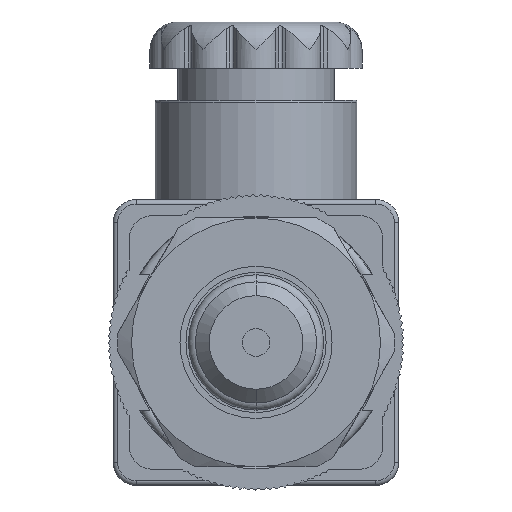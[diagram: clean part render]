
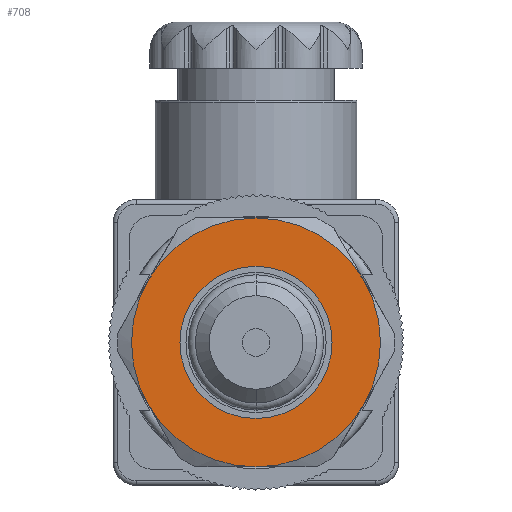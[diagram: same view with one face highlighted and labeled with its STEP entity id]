
A CAD part, front view. The second image highlights one B-rep face of the part: STEP entity #708.
In plain terms, the highlighted planar face has unit normal (0, -1, 0).
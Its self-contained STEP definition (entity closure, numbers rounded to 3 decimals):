
#708 = ADVANCED_FACE ( 'NONE', ( #18996, #2065 ), #14473, .F. ) ;
#1287 = DIRECTION ( 'NONE',  ( 0., 1., 0. ) ) ;
#1297 = VERTEX_POINT ( 'NONE', #4903 ) ;
#2065 = FACE_BOUND ( 'NONE', #4345, .T. ) ;
#2336 = EDGE_CURVE ( 'NONE', #9179, #11121, #20491, .T. ) ;
#4212 = AXIS2_PLACEMENT_3D ( 'NONE', #13774, #5378, #24184 ) ;
#4345 = EDGE_LOOP ( 'NONE', ( #28949, #34536 ) ) ;
#4650 = CARTESIAN_POINT ( 'NONE',  ( 0., 0., -13.5 ) ) ;
#4844 = AXIS2_PLACEMENT_3D ( 'NONE', #20015, #1287, #31006 ) ;
#4903 = CARTESIAN_POINT ( 'NONE',  ( 0., 0., 13.5 ) ) ;
#5378 = DIRECTION ( 'NONE',  ( 0., 1., 0. ) ) ;
#5987 = EDGE_CURVE ( 'NONE', #14856, #1297, #20127, .T. ) ;
#8439 = DIRECTION ( 'NONE',  ( 0., 1., 0. ) ) ;
#8444 = CARTESIAN_POINT ( 'NONE',  ( 0., 0., 0. ) ) ;
#9179 = VERTEX_POINT ( 'NONE', #31953 ) ;
#9344 = EDGE_LOOP ( 'NONE', ( #32903, #24015 ) ) ;
#10049 = CARTESIAN_POINT ( 'NONE',  ( 0., 0., 0. ) ) ;
#10351 = CIRCLE ( 'NONE', #34653, 13.5 ) ;
#11121 = VERTEX_POINT ( 'NONE', #16790 ) ;
#13415 = DIRECTION ( 'NONE',  ( 0., 1., 0. ) ) ;
#13774 = CARTESIAN_POINT ( 'NONE',  ( 0., 0., 0. ) ) ;
#14473 = PLANE ( 'NONE',  #28659 ) ;
#14856 = VERTEX_POINT ( 'NONE', #4650 ) ;
#16054 = DIRECTION ( 'NONE',  ( 0., 0., 1. ) ) ;
#16656 = CIRCLE ( 'NONE', #4212, 8.25 ) ;
#16790 = CARTESIAN_POINT ( 'NONE',  ( 0., 0., 8.25 ) ) ;
#18996 = FACE_OUTER_BOUND ( 'NONE', #9344, .T. ) ;
#19233 = DIRECTION ( 'NONE',  ( 0., 0., 1. ) ) ;
#20015 = CARTESIAN_POINT ( 'NONE',  ( 0., 0., 0. ) ) ;
#20127 = CIRCLE ( 'NONE', #4844, 13.5 ) ;
#20491 = CIRCLE ( 'NONE', #29549, 8.25 ) ;
#24015 = ORIENTED_EDGE ( 'NONE', *, *, #5987, .F. ) ;
#24184 = DIRECTION ( 'NONE',  ( 0., 0., 1. ) ) ;
#24546 = DIRECTION ( 'NONE',  ( 0., 0., 1. ) ) ;
#24714 = CARTESIAN_POINT ( 'NONE',  ( -13.5, 0., 0. ) ) ;
#27221 = EDGE_CURVE ( 'NONE', #1297, #14856, #10351, .T. ) ;
#27542 = DIRECTION ( 'NONE',  ( 0., 1., 0. ) ) ;
#28522 = EDGE_CURVE ( 'NONE', #11121, #9179, #16656, .T. ) ;
#28659 = AXIS2_PLACEMENT_3D ( 'NONE', #24714, #8439, #24546 ) ;
#28949 = ORIENTED_EDGE ( 'NONE', *, *, #28522, .T. ) ;
#29549 = AXIS2_PLACEMENT_3D ( 'NONE', #10049, #13415, #16054 ) ;
#31006 = DIRECTION ( 'NONE',  ( 0., 0., 1. ) ) ;
#31953 = CARTESIAN_POINT ( 'NONE',  ( 0., 0., -8.25 ) ) ;
#32903 = ORIENTED_EDGE ( 'NONE', *, *, #27221, .F. ) ;
#34536 = ORIENTED_EDGE ( 'NONE', *, *, #2336, .T. ) ;
#34653 = AXIS2_PLACEMENT_3D ( 'NONE', #8444, #27542, #19233 ) ;
